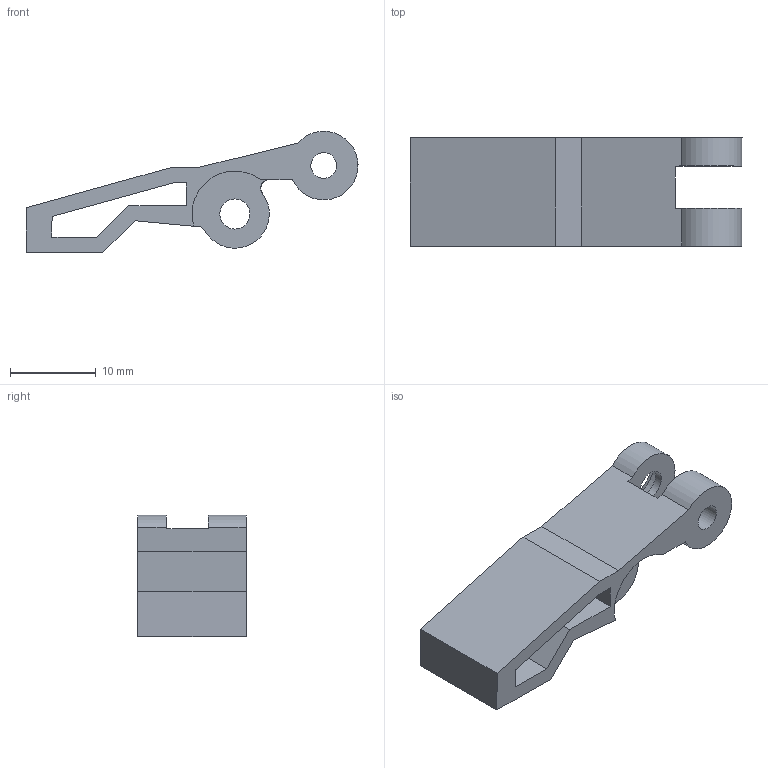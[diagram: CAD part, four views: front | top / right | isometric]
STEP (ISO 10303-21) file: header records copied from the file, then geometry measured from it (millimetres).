
FILE_DESCRIPTION(/* description */ (''),/* implementation_level */ '2;1');
FILE_NAME(/* name */ 'Garra1.step',/* time_stamp */ '2024-08-16T11:36:51-05:00',/* author */ (''),/* organization */ (''),/* preprocessor_version */ 'ST-DEVELOPER v20',/* originating_system */ 'Autodesk Translation Framework v13.14.0.145',/* authorisation */ '');
FILE_SCHEMA (('AUTOMOTIVE_DESIGN { 1 0 10303 214 3 1 1 }'));
Length unit declared in the file: millimetre
Products named in the file (1): Garra1
Bounding box: 38.68 x 12.62 x 14.16 mm (x, y, z)
Volume: 1884.8 mm3; surface area: 2230.9 mm2
Topology: 1 solids, 1 shells, 40 faces, 113 edges, 75 vertices
Faces by surface type: plane 25, cylinder 13, cone 1, bspline 1
Full cylindrical faces by diameter (mm): 3 x1, 3.5 x2
Entity records: 1415 total; most frequent: CARTESIAN_POINT 316, ORIENTED_EDGE 226, DIRECTION 207, EDGE_CURVE 113, LINE 83, VECTOR 83, VERTEX_POINT 75, AXIS2_PLACEMENT_3D 62
